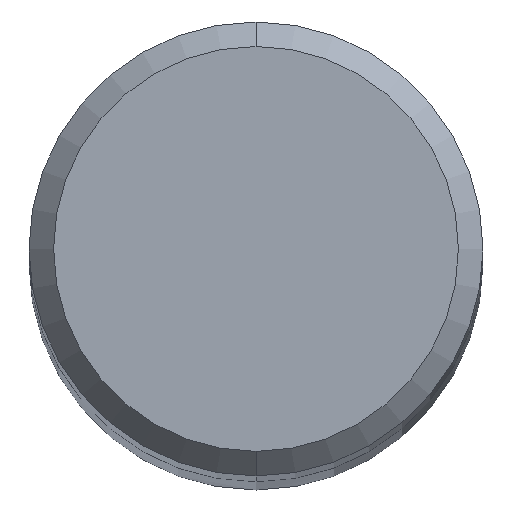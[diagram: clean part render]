
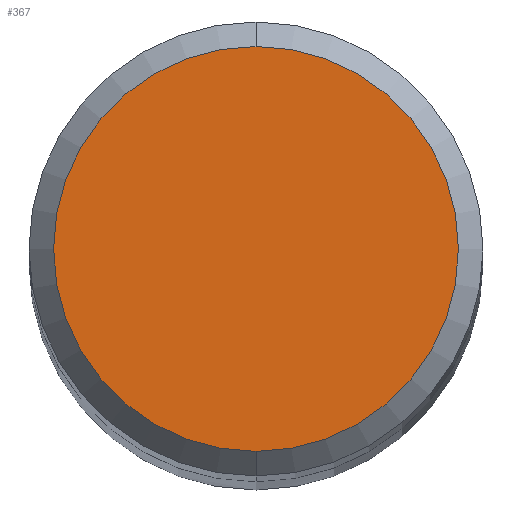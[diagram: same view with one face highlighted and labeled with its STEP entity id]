
A CAD part, top view. The second image highlights one B-rep face of the part: STEP entity #367.
In plain terms, the highlighted planar face has unit normal (0, 0, 1).
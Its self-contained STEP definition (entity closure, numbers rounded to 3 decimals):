
#345=EDGE_CURVE('',#363,#359,#625,.T.);
#359=VERTEX_POINT('',#639);
#363=VERTEX_POINT('',#644);
#367=ADVANCED_FACE('',(#648),#649,.T.);
#381=EDGE_CURVE('',#359,#363,#663,.T.);
#625=CIRCLE('',#1174,4.95);
#639=CARTESIAN_POINT('',(0.,-4.95,78.0));
#644=CARTESIAN_POINT('',(0.0,4.95,78.0));
#648=FACE_OUTER_BOUND('',#1235,.T.);
#649=PLANE('',#1236);
#663=CIRCLE('',#1266,4.95);
#1174=AXIS2_PLACEMENT_3D('',#1533,#1534,#1535);
#1235=EDGE_LOOP('',(#1547,#1548));
#1236=AXIS2_PLACEMENT_3D('',#1549,#1550,#1551);
#1266=AXIS2_PLACEMENT_3D('',#1557,#1558,#1559);
#1533=CARTESIAN_POINT('',(0.0,0.0,78.0));
#1534=DIRECTION('',(0.0,0.0,-1.0));
#1535=DIRECTION('',(0.0,1.0,0.0));
#1547=ORIENTED_EDGE('',*,*,#345,.F.);
#1548=ORIENTED_EDGE('',*,*,#381,.F.);
#1549=CARTESIAN_POINT('',(0.0,2.475,78.0));
#1550=DIRECTION('',(-0.0,0.0,1.0));
#1551=DIRECTION('',(0.0,-1.0,0.0));
#1557=CARTESIAN_POINT('',(0.0,0.0,78.0));
#1558=DIRECTION('',(0.0,0.0,-1.0));
#1559=DIRECTION('',(0.0,1.0,0.0));
